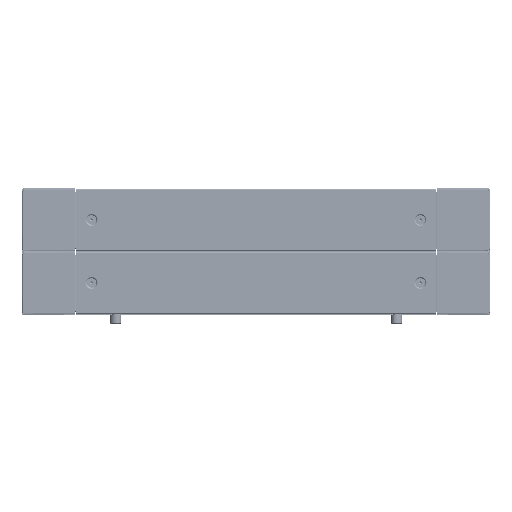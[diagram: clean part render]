
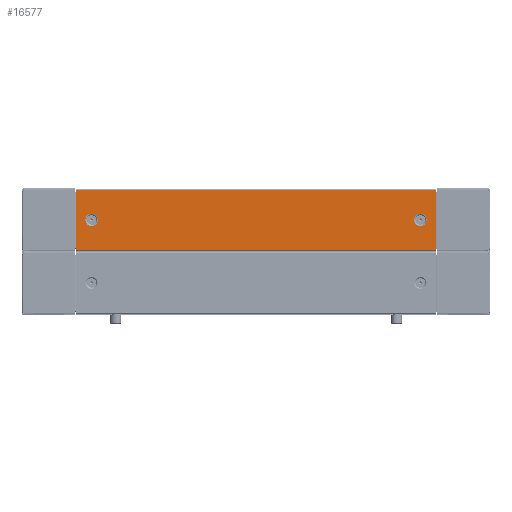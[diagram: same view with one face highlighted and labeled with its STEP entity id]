
A CAD part, top view. The second image highlights one B-rep face of the part: STEP entity #16577.
In plain terms, the highlighted face is planar.
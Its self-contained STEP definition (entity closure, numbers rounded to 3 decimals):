
#3809 = PLANE ( 'NONE',  #24361 ) ;
#4155 = CARTESIAN_POINT ( 'NONE',  ( -289., -48., 0. ) ) ;
#4335 = DIRECTION ( 'NONE',  ( 1., 0., 0. ) ) ;
#4340 = DIRECTION ( 'NONE',  ( 0., 0., 1. ) ) ;
#10471 = EDGE_LOOP ( 'NONE', ( #19070, #19074, #19080, #19084 ) ) ;
#10472 = EDGE_LOOP ( 'NONE', ( #19088, #19093 ) ) ;
#10482 = EDGE_LOOP ( 'NONE', ( #19059, #19064 ) ) ;
#13862 = CARTESIAN_POINT ( 'NONE',  ( 273.5, 0., 0. ) ) ;
#13898 = CARTESIAN_POINT ( 'NONE',  ( 253.5, 0., 0. ) ) ;
#14103 = CARTESIAN_POINT ( 'NONE',  ( 289., 47.9, 0. ) ) ;
#14311 = CARTESIAN_POINT ( 'NONE',  ( -273.5, 0., 0. ) ) ;
#14414 = CARTESIAN_POINT ( 'NONE',  ( -253.5, 0., 0. ) ) ;
#14853 = CARTESIAN_POINT ( 'NONE',  ( -263.5, 0., 0. ) ) ;
#14859 = CARTESIAN_POINT ( 'NONE',  ( 289., -47.9, 0. ) ) ;
#14880 = DIRECTION ( 'NONE',  ( -1., 0., 0. ) ) ;
#14888 = DIRECTION ( 'NONE',  ( 0., 0., 1. ) ) ;
#14911 = DIRECTION ( 'NONE',  ( 1., 0., 0. ) ) ;
#14916 = DIRECTION ( 'NONE',  ( 0., 0., 1. ) ) ;
#14925 = CARTESIAN_POINT ( 'NONE',  ( -263.5, 0., 0. ) ) ;
#14938 = DIRECTION ( 'NONE',  ( -1., 0., 0. ) ) ;
#14951 = CARTESIAN_POINT ( 'NONE',  ( -289., 47.9, 0. ) ) ;
#14956 = DIRECTION ( 'NONE',  ( 1., 0., 0. ) ) ;
#15007 = CARTESIAN_POINT ( 'NONE',  ( 263.5, 0., 0. ) ) ;
#15045 = CARTESIAN_POINT ( 'NONE',  ( 289., -47.9, 0. ) ) ;
#15129 = CARTESIAN_POINT ( 'NONE',  ( 289., 48., 0. ) ) ;
#15217 = CARTESIAN_POINT ( 'NONE',  ( -289., 47.9, 0. ) ) ;
#15219 = DIRECTION ( 'NONE',  ( 0., -1., 0. ) ) ;
#15223 = CARTESIAN_POINT ( 'NONE',  ( -289., 48., 0. ) ) ;
#15242 = DIRECTION ( 'NONE',  ( 1., 0., 0. ) ) ;
#15439 = DIRECTION ( 'NONE',  ( 0., 1., 0. ) ) ;
#15524 = DIRECTION ( 'NONE',  ( 0., 0., -1. ) ) ;
#15627 = CARTESIAN_POINT ( 'NONE',  ( 263.5, 0., 0. ) ) ;
#15715 = CARTESIAN_POINT ( 'NONE',  ( -289., -47.9, 0. ) ) ;
#15801 = DIRECTION ( 'NONE',  ( -1., 0., 0. ) ) ;
#15823 = DIRECTION ( 'NONE',  ( 0., 0., -1. ) ) ;
#16577 = ADVANCED_FACE ( 'NONE', ( #17162, #17155, #17153 ), #3809, .F. ) ;
#17153 = FACE_BOUND ( 'NONE', #10472, .T. ) ;
#17155 = FACE_OUTER_BOUND ( 'NONE', #10471, .T. ) ;
#17162 = FACE_BOUND ( 'NONE', #10482, .T. ) ;
#19059 = ORIENTED_EDGE ( 'NONE', *, *, #27093, .T. ) ;
#19064 = ORIENTED_EDGE ( 'NONE', *, *, #27144, .T. ) ;
#19070 = ORIENTED_EDGE ( 'NONE', *, *, #27148, .T. ) ;
#19074 = ORIENTED_EDGE ( 'NONE', *, *, #27146, .F. ) ;
#19080 = ORIENTED_EDGE ( 'NONE', *, *, #27150, .T. ) ;
#19084 = ORIENTED_EDGE ( 'NONE', *, *, #27124, .F. ) ;
#19088 = ORIENTED_EDGE ( 'NONE', *, *, #27153, .F. ) ;
#19093 = ORIENTED_EDGE ( 'NONE', *, *, #27088, .F. ) ;
#22336 = CIRCLE ( 'NONE', #23685, 10. ) ;
#22347 = VECTOR ( 'NONE', #14956, 1000. ) ;
#22349 = VECTOR ( 'NONE', #14880, 1000. ) ;
#22350 = CIRCLE ( 'NONE', #23684, 10. ) ;
#22351 = LINE ( 'NONE', #15045, #22349 ) ;
#22352 = LINE ( 'NONE', #15217, #22347 ) ;
#22354 = VECTOR ( 'NONE', #15219, 1000. ) ;
#22355 = LINE ( 'NONE', #15223, #22354 ) ;
#22370 = VECTOR ( 'NONE', #15439, 1000. ) ;
#22375 = LINE ( 'NONE', #15129, #22370 ) ;
#22393 = CIRCLE ( 'NONE', #23710, 10. ) ;
#22396 = CIRCLE ( 'NONE', #23717, 10. ) ;
#23684 = AXIS2_PLACEMENT_3D ( 'NONE', #14853, #14888, #15242 ) ;
#23685 = AXIS2_PLACEMENT_3D ( 'NONE', #15007, #15823, #15801 ) ;
#23710 = AXIS2_PLACEMENT_3D ( 'NONE', #14925, #14916, #14911 ) ;
#23717 = AXIS2_PLACEMENT_3D ( 'NONE', #15627, #15524, #14938 ) ;
#24361 = AXIS2_PLACEMENT_3D ( 'NONE', #4155, #4340, #4335 ) ;
#24598 = VERTEX_POINT ( 'NONE', #15715 ) ;
#24601 = VERTEX_POINT ( 'NONE', #14951 ) ;
#27088 = EDGE_CURVE ( 'NONE', #27647, #27592, #22396, .T. ) ;
#27093 = EDGE_CURVE ( 'NONE', #27658, #27703, #22393, .T. ) ;
#27124 = EDGE_CURVE ( 'NONE', #27457, #27699, #22375, .T. ) ;
#27144 = EDGE_CURVE ( 'NONE', #27703, #27658, #22350, .T. ) ;
#27146 = EDGE_CURVE ( 'NONE', #24601, #24598, #22355, .T. ) ;
#27148 = EDGE_CURVE ( 'NONE', #27457, #24598, #22351, .T. ) ;
#27150 = EDGE_CURVE ( 'NONE', #24601, #27699, #22352, .T. ) ;
#27153 = EDGE_CURVE ( 'NONE', #27592, #27647, #22336, .T. ) ;
#27457 = VERTEX_POINT ( 'NONE', #14859 ) ;
#27592 = VERTEX_POINT ( 'NONE', #13898 ) ;
#27647 = VERTEX_POINT ( 'NONE', #13862 ) ;
#27658 = VERTEX_POINT ( 'NONE', #14414 ) ;
#27699 = VERTEX_POINT ( 'NONE', #14103 ) ;
#27703 = VERTEX_POINT ( 'NONE', #14311 ) ;
